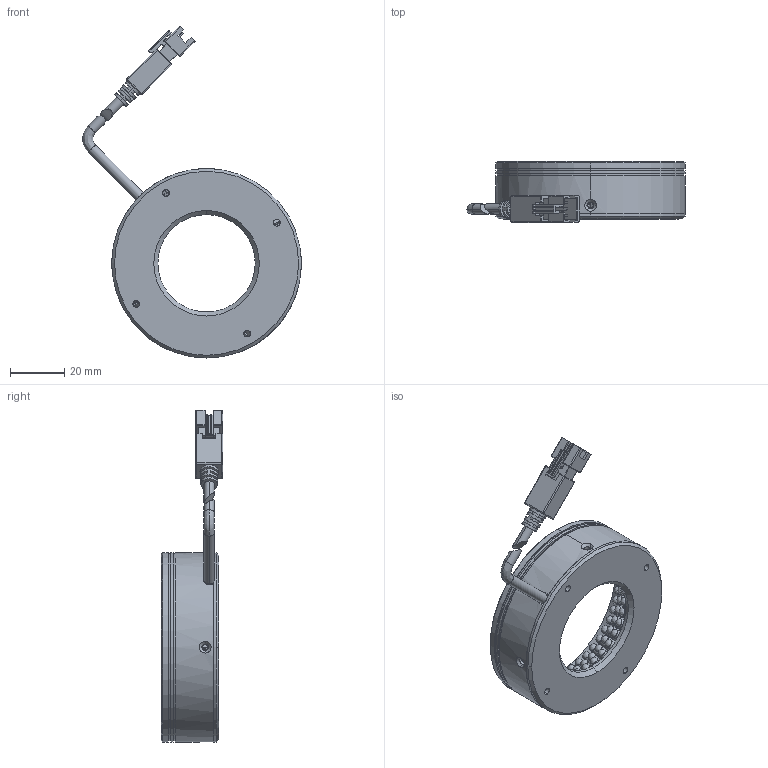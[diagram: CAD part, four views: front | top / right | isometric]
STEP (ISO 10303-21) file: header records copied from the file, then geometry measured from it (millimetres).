
FILE_DESCRIPTION (( 'STEP AP214' ), '1' );
FILE_NAME ('660018-R.STEP', '2019-03-25T09:09:53', ( 'user' ), ( '微软中国' ), 'SwSTEP 2.0', 'SolidWorks 2016', '' );
FILE_SCHEMA (( 'AUTOMOTIVE_DESIGN' ));
Length unit declared in the file: millimetre
Products named in the file (1): 660018-R
Bounding box: 80.76 x 22.65 x 122.68 mm (x, y, z)
Volume: 27288.1 mm3; surface area: 37585.4 mm2
Topology: 118 solids, 118 shells, 2275 faces, 5496 edges, 3586 vertices
Faces by surface type: plane 1503, cylinder 596, bspline 135, cone 41
Entity records: 94709 total; most frequent: CARTESIAN_POINT 15668, DIRECTION 10799, ORIENTED_EDGE 10536, EDGE_CURVE 5268, LINE 3685, VECTOR 3685, VERTEX_POINT 3586, AXIS2_PLACEMENT_3D 3557
